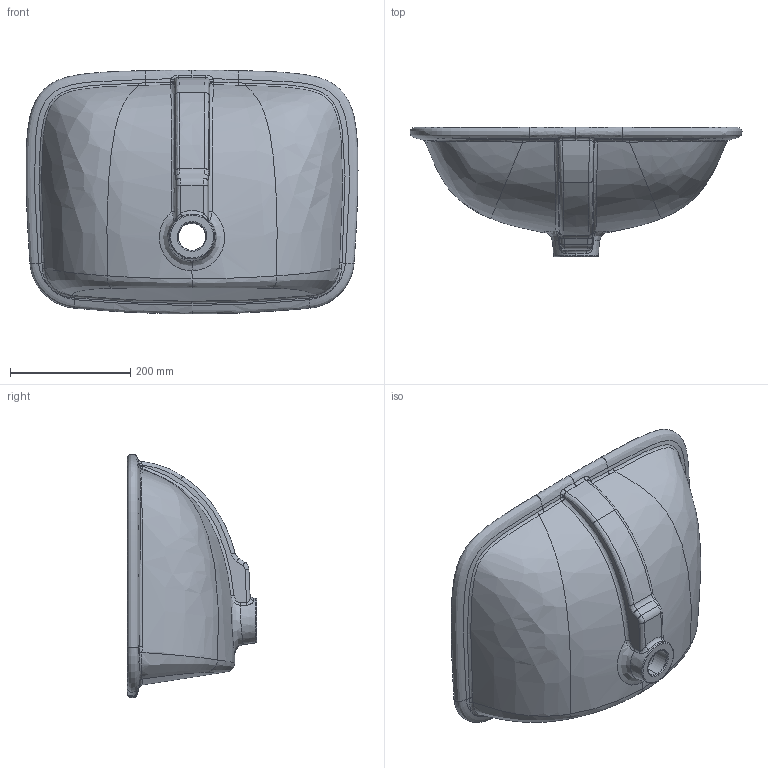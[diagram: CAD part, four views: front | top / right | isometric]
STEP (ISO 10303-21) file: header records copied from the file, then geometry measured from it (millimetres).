
FILE_DESCRIPTION((''),'2;1');
FILE_NAME('PRT_42407030_000','2021-11-08T11:51:53',('KUMARY1'),(''),'CREO PARAMETRIC BY PTC INC, 2020454','CREO PARAMETRIC BY PTC INC, 2020454','');
FILE_SCHEMA(('CONFIG_CONTROL_DESIGN'));
Length unit declared in the file: millimetre
Products named in the file (1): PRT_42407030_000
Bounding box: 552.72 x 215.21 x 406.02 mm (x, y, z)
Volume: 4581500.8 mm3; surface area: 723502.3 mm2
Topology: 1 solids, 1 shells, 254 faces, 652 edges, 404 vertices
Faces by surface type: bspline 94, extrusion 82, plane 45, cylinder 15, cone 7, torus 5, revolution 4, sphere 2
Entity records: 19499 total; most frequent: CARTESIAN_POINT 14557, ORIENTED_EDGE 1300, EDGE_CURVE 650, B_SPLINE_CURVE_WITH_KNOTS 530, DIRECTION 464, VERTEX_POINT 404, VECTOR 264, EDGE_LOOP 262
